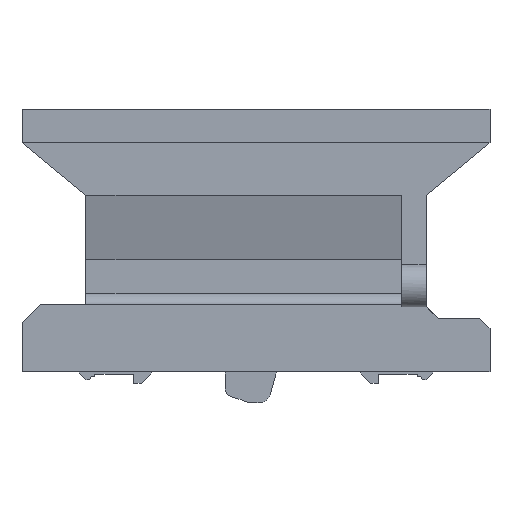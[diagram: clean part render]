
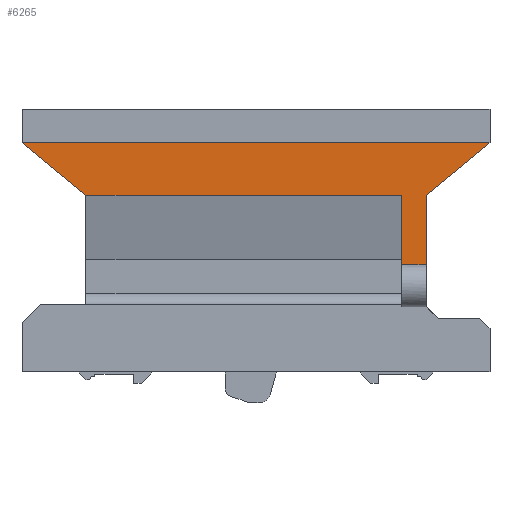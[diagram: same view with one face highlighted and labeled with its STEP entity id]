
A CAD part, front view. The second image highlights one B-rep face of the part: STEP entity #6265.
In plain terms, the highlighted planar face has unit normal (0, -1, 0).
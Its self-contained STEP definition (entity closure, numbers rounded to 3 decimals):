
#923 = PLANE('',#924);
#924 = AXIS2_PLACEMENT_3D('',#925,#926,#927);
#925 = CARTESIAN_POINT('',(660.,1189.,1668.));
#926 = DIRECTION('',(-1.,0.,0.));
#927 = DIRECTION('',(0.,-1.,0.));
#2778 = PLANE('',#2779);
#2779 = AXIS2_PLACEMENT_3D('',#2780,#2781,#2782);
#2780 = CARTESIAN_POINT('',(-655.,967.,1558.));
#2781 = DIRECTION('',(0.,0.,-1.));
#2782 = DIRECTION('',(0.,-1.,0.));
#2816 = VERTEX_POINT('',#2817);
#2817 = CARTESIAN_POINT('',(-655.,974.,1558.));
#2838 = EDGE_CURVE('',#2816,#2839,#2841,.T.);
#2839 = VERTEX_POINT('',#2840);
#2840 = CARTESIAN_POINT('',(868.,974.,1558.));
#2841 = SURFACE_CURVE('',#2842,(#2846,#2853),.PCURVE_S1.);
#2842 = LINE('',#2843,#2844);
#2843 = CARTESIAN_POINT('',(106.5,974.,1558.));
#2844 = VECTOR('',#2845,1.);
#2845 = DIRECTION('',(1.,0.,0.));
#2846 = PCURVE('',#2778,#2847);
#2847 = DEFINITIONAL_REPRESENTATION('',(#2848),#2852);
#2848 = LINE('',#2849,#2850);
#2849 = CARTESIAN_POINT('',(-7.,-761.5));
#2850 = VECTOR('',#2851,1.);
#2851 = DIRECTION('',(0.,-1.));
#2852 = ( GEOMETRIC_REPRESENTATION_CONTEXT(2) 
PARAMETRIC_REPRESENTATION_CONTEXT() REPRESENTATION_CONTEXT('2D SPACE',''
  ) );
#2853 = PCURVE('',#2854,#2859);
#2854 = PLANE('',#2855);
#2855 = AXIS2_PLACEMENT_3D('',#2856,#2857,#2858);
#2856 = CARTESIAN_POINT('',(-655.,974.,1162.541));
#2857 = DIRECTION('',(0.,1.,0.));
#2858 = DIRECTION('',(0.,0.,-1.));
#2859 = DEFINITIONAL_REPRESENTATION('',(#2860),#2864);
#2860 = LINE('',#2861,#2862);
#2861 = CARTESIAN_POINT('',(-395.459,-761.5));
#2862 = VECTOR('',#2863,1.);
#2863 = DIRECTION('',(0.,-1.));
#2864 = ( GEOMETRIC_REPRESENTATION_CONTEXT(2) 
PARAMETRIC_REPRESENTATION_CONTEXT() REPRESENTATION_CONTEXT('2D SPACE',''
  ) );
#5137 = PLANE('',#5138);
#5138 = AXIS2_PLACEMENT_3D('',#5139,#5140,#5141);
#5139 = CARTESIAN_POINT('',(-447.,967.,1388.));
#5140 = DIRECTION('',(0.633,0.,0.774));
#5141 = DIRECTION('',(0.774,0.,-0.633));
#5372 = PLANE('',#5373);
#5373 = AXIS2_PLACEMENT_3D('',#5374,#5375,#5376);
#5374 = CARTESIAN_POINT('',(868.,967.,1558.));
#5375 = DIRECTION('',(-0.633,0.,0.774));
#5376 = DIRECTION('',(0.774,0.,0.633));
#5667 = CYLINDRICAL_SURFACE('',#5668,70.);
#5668 = AXIS2_PLACEMENT_3D('',#5669,#5670,#5671);
#5669 = CARTESIAN_POINT('',(107.11,982.,1093.));
#5670 = DIRECTION('',(1.,0.,0.));
#5671 = DIRECTION('',(0.,0.114,-0.993));
#5798 = EDGE_CURVE('',#2839,#5799,#5801,.T.);
#5799 = VERTEX_POINT('',#5800);
#5800 = CARTESIAN_POINT('',(660.,974.,1388.));
#5801 = SURFACE_CURVE('',#5802,(#5806,#5813),.PCURVE_S1.);
#5802 = LINE('',#5803,#5804);
#5803 = CARTESIAN_POINT('',(764.,974.,1473.));
#5804 = VECTOR('',#5805,1.);
#5805 = DIRECTION('',(-0.774,0.,-0.633));
#5806 = PCURVE('',#5372,#5807);
#5807 = DEFINITIONAL_REPRESENTATION('',(#5808),#5812);
#5808 = LINE('',#5809,#5810);
#5809 = CARTESIAN_POINT('',(-134.317,7.));
#5810 = VECTOR('',#5811,1.);
#5811 = DIRECTION('',(-1.,0.));
#5812 = ( GEOMETRIC_REPRESENTATION_CONTEXT(2) 
PARAMETRIC_REPRESENTATION_CONTEXT() REPRESENTATION_CONTEXT('2D SPACE',''
  ) );
#5813 = PCURVE('',#2854,#5814);
#5814 = DEFINITIONAL_REPRESENTATION('',(#5815),#5819);
#5815 = LINE('',#5816,#5817);
#5816 = CARTESIAN_POINT('',(-310.459,-1419.));
#5817 = VECTOR('',#5818,1.);
#5818 = DIRECTION('',(0.633,0.774));
#5819 = ( GEOMETRIC_REPRESENTATION_CONTEXT(2) 
PARAMETRIC_REPRESENTATION_CONTEXT() REPRESENTATION_CONTEXT('2D SPACE',''
  ) );
#5874 = VERTEX_POINT('',#5875);
#5875 = CARTESIAN_POINT('',(-447.,974.,1388.));
#5896 = EDGE_CURVE('',#2816,#5874,#5897,.T.);
#5897 = SURFACE_CURVE('',#5898,(#5902,#5909),.PCURVE_S1.);
#5898 = LINE('',#5899,#5900);
#5899 = CARTESIAN_POINT('',(-551.,974.,1473.));
#5900 = VECTOR('',#5901,1.);
#5901 = DIRECTION('',(0.774,0.,-0.633));
#5902 = PCURVE('',#5137,#5903);
#5903 = DEFINITIONAL_REPRESENTATION('',(#5904),#5908);
#5904 = LINE('',#5905,#5906);
#5905 = CARTESIAN_POINT('',(-134.317,7.));
#5906 = VECTOR('',#5907,1.);
#5907 = DIRECTION('',(1.,0.));
#5908 = ( GEOMETRIC_REPRESENTATION_CONTEXT(2) 
PARAMETRIC_REPRESENTATION_CONTEXT() REPRESENTATION_CONTEXT('2D SPACE',''
  ) );
#5909 = PCURVE('',#2854,#5910);
#5910 = DEFINITIONAL_REPRESENTATION('',(#5911),#5915);
#5911 = LINE('',#5912,#5913);
#5912 = CARTESIAN_POINT('',(-310.459,-104.));
#5913 = VECTOR('',#5914,1.);
#5914 = DIRECTION('',(0.633,-0.774));
#5915 = ( GEOMETRIC_REPRESENTATION_CONTEXT(2) 
PARAMETRIC_REPRESENTATION_CONTEXT() REPRESENTATION_CONTEXT('2D SPACE',''
  ) );
#5930 = EDGE_CURVE('',#5931,#5799,#5933,.T.);
#5931 = VERTEX_POINT('',#5932);
#5932 = CARTESIAN_POINT('',(660.,974.,1162.541));
#5933 = SURFACE_CURVE('',#5934,(#5938,#5945),.PCURVE_S1.);
#5934 = LINE('',#5935,#5936);
#5935 = CARTESIAN_POINT('',(660.,974.,1275.271));
#5936 = VECTOR('',#5937,1.);
#5937 = DIRECTION('',(0.,0.,1.));
#5938 = PCURVE('',#923,#5939);
#5939 = DEFINITIONAL_REPRESENTATION('',(#5940),#5944);
#5940 = LINE('',#5941,#5942);
#5941 = CARTESIAN_POINT('',(215.,-392.729));
#5942 = VECTOR('',#5943,1.);
#5943 = DIRECTION('',(0.,1.));
#5944 = ( GEOMETRIC_REPRESENTATION_CONTEXT(2) 
PARAMETRIC_REPRESENTATION_CONTEXT() REPRESENTATION_CONTEXT('2D SPACE',''
  ) );
#5945 = PCURVE('',#2854,#5946);
#5946 = DEFINITIONAL_REPRESENTATION('',(#5947),#5951);
#5947 = LINE('',#5948,#5949);
#5948 = CARTESIAN_POINT('',(-112.729,-1315.));
#5949 = VECTOR('',#5950,1.);
#5950 = DIRECTION('',(-1.,0.));
#5951 = ( GEOMETRIC_REPRESENTATION_CONTEXT(2) 
PARAMETRIC_REPRESENTATION_CONTEXT() REPRESENTATION_CONTEXT('2D SPACE',''
  ) );
#6052 = PLANE('',#6053);
#6053 = AXIS2_PLACEMENT_3D('',#6054,#6055,#6056);
#6054 = CARTESIAN_POINT('',(-447.,1029.,1178.));
#6055 = DIRECTION('',(0.,-0.967,-0.253));
#6056 = DIRECTION('',(0.,0.253,-0.967));
#6192 = EDGE_CURVE('',#6193,#5931,#6195,.T.);
#6193 = VERTEX_POINT('',#6194);
#6194 = CARTESIAN_POINT('',(581.,974.,1162.541));
#6195 = SURFACE_CURVE('',#6196,(#6200,#6207),.PCURVE_S1.);
#6196 = LINE('',#6197,#6198);
#6197 = CARTESIAN_POINT('',(107.11,974.,1162.541));
#6198 = VECTOR('',#6199,1.);
#6199 = DIRECTION('',(1.,0.,0.));
#6200 = PCURVE('',#5667,#6201);
#6201 = DEFINITIONAL_REPRESENTATION('',(#6202),#6206);
#6202 = LINE('',#6203,#6204);
#6203 = CARTESIAN_POINT('',(3.142,0.));
#6204 = VECTOR('',#6205,1.);
#6205 = DIRECTION('',(0.,1.));
#6206 = ( GEOMETRIC_REPRESENTATION_CONTEXT(2) 
PARAMETRIC_REPRESENTATION_CONTEXT() REPRESENTATION_CONTEXT('2D SPACE',''
  ) );
#6207 = PCURVE('',#2854,#6208);
#6208 = DEFINITIONAL_REPRESENTATION('',(#6209),#6213);
#6209 = LINE('',#6210,#6211);
#6210 = CARTESIAN_POINT('',(0.,-762.11));
#6211 = VECTOR('',#6212,1.);
#6212 = DIRECTION('',(0.,-1.));
#6213 = ( GEOMETRIC_REPRESENTATION_CONTEXT(2) 
PARAMETRIC_REPRESENTATION_CONTEXT() REPRESENTATION_CONTEXT('2D SPACE',''
  ) );
#6232 = PLANE('',#6233);
#6233 = AXIS2_PLACEMENT_3D('',#6234,#6235,#6236);
#6234 = CARTESIAN_POINT('',(581.,0.,0.));
#6235 = DIRECTION('',(-1.,0.,0.));
#6236 = DIRECTION('',(0.,1.,0.));
#6265 = ADVANCED_FACE('',(#6266),#2854,.F.);
#6266 = FACE_BOUND('',#6267,.T.);
#6267 = EDGE_LOOP('',(#6268,#6291,#6312,#6313,#6314,#6315,#6316));
#6268 = ORIENTED_EDGE('',*,*,#6269,.F.);
#6269 = EDGE_CURVE('',#6270,#5874,#6272,.T.);
#6270 = VERTEX_POINT('',#6271);
#6271 = CARTESIAN_POINT('',(581.,974.,1388.));
#6272 = SURFACE_CURVE('',#6273,(#6277,#6284),.PCURVE_S1.);
#6273 = LINE('',#6274,#6275);
#6274 = CARTESIAN_POINT('',(67.,974.,1388.));
#6275 = VECTOR('',#6276,1.);
#6276 = DIRECTION('',(-1.,0.,0.));
#6277 = PCURVE('',#2854,#6278);
#6278 = DEFINITIONAL_REPRESENTATION('',(#6279),#6283);
#6279 = LINE('',#6280,#6281);
#6280 = CARTESIAN_POINT('',(-225.459,-722.));
#6281 = VECTOR('',#6282,1.);
#6282 = DIRECTION('',(0.,1.));
#6283 = ( GEOMETRIC_REPRESENTATION_CONTEXT(2) 
PARAMETRIC_REPRESENTATION_CONTEXT() REPRESENTATION_CONTEXT('2D SPACE',''
  ) );
#6284 = PCURVE('',#6052,#6285);
#6285 = DEFINITIONAL_REPRESENTATION('',(#6286),#6290);
#6286 = LINE('',#6287,#6288);
#6287 = CARTESIAN_POINT('',(-217.083,514.));
#6288 = VECTOR('',#6289,1.);
#6289 = DIRECTION('',(0.,-1.));
#6290 = ( GEOMETRIC_REPRESENTATION_CONTEXT(2) 
PARAMETRIC_REPRESENTATION_CONTEXT() REPRESENTATION_CONTEXT('2D SPACE',''
  ) );
#6291 = ORIENTED_EDGE('',*,*,#6292,.F.);
#6292 = EDGE_CURVE('',#6193,#6270,#6293,.T.);
#6293 = SURFACE_CURVE('',#6294,(#6298,#6305),.PCURVE_S1.);
#6294 = LINE('',#6295,#6296);
#6295 = CARTESIAN_POINT('',(581.,974.,1275.271));
#6296 = VECTOR('',#6297,1.);
#6297 = DIRECTION('',(0.,0.,1.));
#6298 = PCURVE('',#2854,#6299);
#6299 = DEFINITIONAL_REPRESENTATION('',(#6300),#6304);
#6300 = LINE('',#6301,#6302);
#6301 = CARTESIAN_POINT('',(-112.729,-1236.));
#6302 = VECTOR('',#6303,1.);
#6303 = DIRECTION('',(-1.,0.));
#6304 = ( GEOMETRIC_REPRESENTATION_CONTEXT(2) 
PARAMETRIC_REPRESENTATION_CONTEXT() REPRESENTATION_CONTEXT('2D SPACE',''
  ) );
#6305 = PCURVE('',#6232,#6306);
#6306 = DEFINITIONAL_REPRESENTATION('',(#6307),#6311);
#6307 = LINE('',#6308,#6309);
#6308 = CARTESIAN_POINT('',(974.,-1275.271));
#6309 = VECTOR('',#6310,1.);
#6310 = DIRECTION('',(0.,-1.));
#6311 = ( GEOMETRIC_REPRESENTATION_CONTEXT(2) 
PARAMETRIC_REPRESENTATION_CONTEXT() REPRESENTATION_CONTEXT('2D SPACE',''
  ) );
#6312 = ORIENTED_EDGE('',*,*,#6192,.T.);
#6313 = ORIENTED_EDGE('',*,*,#5930,.T.);
#6314 = ORIENTED_EDGE('',*,*,#5798,.F.);
#6315 = ORIENTED_EDGE('',*,*,#2838,.F.);
#6316 = ORIENTED_EDGE('',*,*,#5896,.T.);
